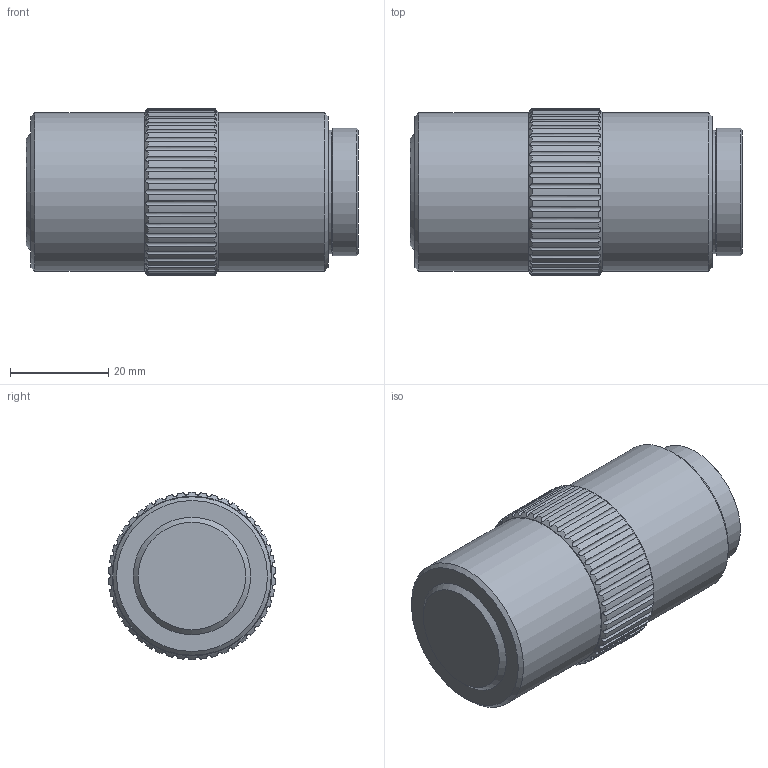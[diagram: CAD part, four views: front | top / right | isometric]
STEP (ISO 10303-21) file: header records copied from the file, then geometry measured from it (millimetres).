
FILE_DESCRIPTION((''),'2;1');
FILE_NAME('60227.stp','2006-06-08T07:45:52',('PODLENA'),(''),'Autodesk Inventor 10','Autodesk Inventor 10','');
FILE_SCHEMA(('AUTOMOTIVE_DESIGN { 1 0 10303 214 1 1 1 1 }'));
Length unit declared in the file: inch
Products named in the file (1): 60227
Bounding box: 67.56 x 34.02 x 34.03 mm (x, y, z)
Volume: 54036.5 mm3; surface area: 8752.9 mm2
Topology: 1 solids, 1 shells, 110 faces, 307 edges, 204 vertices
Faces by surface type: cylinder 96, cone 7, plane 7
Full cylindrical faces by diameter (mm): 25.136 x1, 26 x1, 32.258 x2
Entity records: 5337 total; most frequent: CARTESIAN_POINT 2627, ORIENTED_EDGE 584, DIRECTION 530, EDGE_CURVE 292, AXIS2_PLACEMENT_3D 219, VERTEX_POINT 200, EDGE_LOOP 126, FACE_OUTER_BOUND 110
